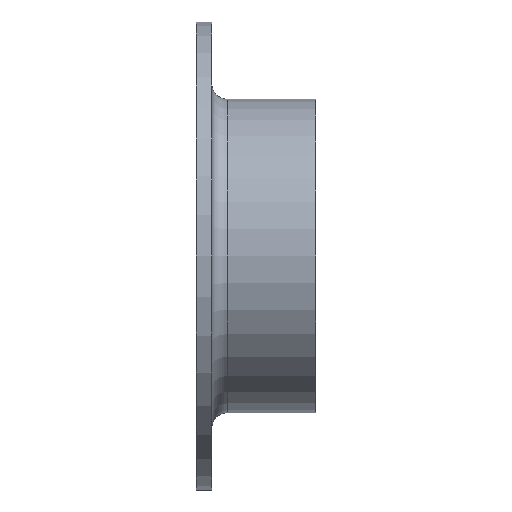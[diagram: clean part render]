
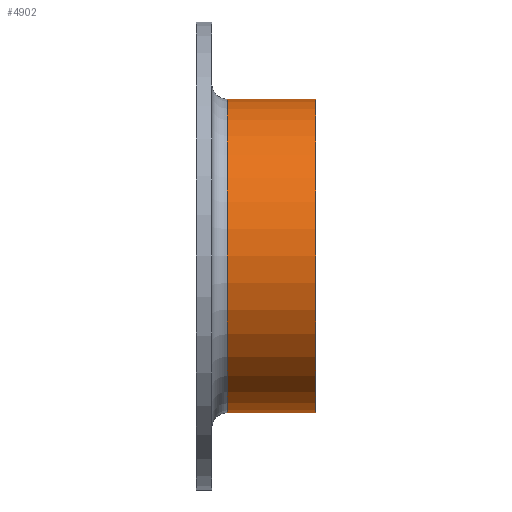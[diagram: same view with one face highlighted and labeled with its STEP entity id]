
A CAD part, front view. The second image highlights one B-rep face of the part: STEP entity #4902.
In plain terms, the highlighted cylindrical face has radius 30.15 mm (diameter 60.3 mm), a full revolution.
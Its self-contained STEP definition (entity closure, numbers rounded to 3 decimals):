
#283 = DIRECTION ( 'NONE',  ( 1., 0., 0. ) ) ;
#435 = CARTESIAN_POINT ( 'NONE',  ( 6., 0., 0. ) ) ;
#847 = AXIS2_PLACEMENT_3D ( 'NONE', #14902, #963, #12832 ) ;
#963 = DIRECTION ( 'NONE',  ( -1., 0., 0. ) ) ;
#1841 = CIRCLE ( 'NONE', #847, 30.15 ) ;
#2473 = CIRCLE ( 'NONE', #4481, 30.15 ) ;
#2770 = CARTESIAN_POINT ( 'NONE',  ( 23., 0., 30.15 ) ) ;
#2861 = DIRECTION ( 'NONE',  ( 0., 0., 1. ) ) ;
#4481 = AXIS2_PLACEMENT_3D ( 'NONE', #435, #283, #2861 ) ;
#4533 = CARTESIAN_POINT ( 'NONE',  ( 0., 0., 0. ) ) ;
#4599 = FACE_OUTER_BOUND ( 'NONE', #4828, .T. ) ;
#4828 = EDGE_LOOP ( 'NONE', ( #9276 ) ) ;
#4902 = ADVANCED_FACE ( 'NONE', ( #7163, #4599 ), #8338, .T. ) ;
#5723 = EDGE_CURVE ( 'NONE', #7367, #7367, #2473, .T. ) ;
#5756 = DIRECTION ( 'NONE',  ( -1., 0., 0. ) ) ;
#7163 = FACE_OUTER_BOUND ( 'NONE', #12693, .T. ) ;
#7367 = VERTEX_POINT ( 'NONE', #12220 ) ;
#8338 = CYLINDRICAL_SURFACE ( 'NONE', #12768, 30.15 ) ;
#8468 = VERTEX_POINT ( 'NONE', #2770 ) ;
#9276 = ORIENTED_EDGE ( 'NONE', *, *, #10464, .T. ) ;
#10464 = EDGE_CURVE ( 'NONE', #8468, #8468, #1841, .T. ) ;
#12220 = CARTESIAN_POINT ( 'NONE',  ( 6., 0., 30.15 ) ) ;
#12224 = ORIENTED_EDGE ( 'NONE', *, *, #5723, .T. ) ;
#12693 = EDGE_LOOP ( 'NONE', ( #12224 ) ) ;
#12768 = AXIS2_PLACEMENT_3D ( 'NONE', #4533, #5756, #13178 ) ;
#12832 = DIRECTION ( 'NONE',  ( 0., 0., 1. ) ) ;
#13178 = DIRECTION ( 'NONE',  ( 0., 0., 1. ) ) ;
#14902 = CARTESIAN_POINT ( 'NONE',  ( 23., 0., 0. ) ) ;
